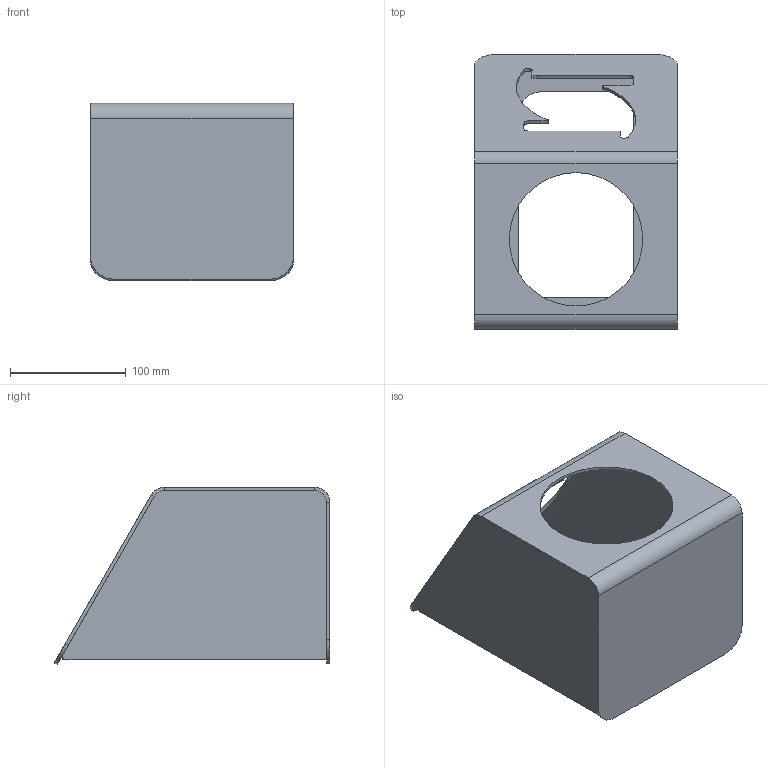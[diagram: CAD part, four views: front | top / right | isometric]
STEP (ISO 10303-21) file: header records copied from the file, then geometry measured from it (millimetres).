
FILE_DESCRIPTION( ( '' ), ' ' );
FILE_NAME( '5b4d12ecab30860ee0145fee.step', '2018-07-16T21:49:33', ( '' ), ( '' ), ' ', ' ', ' ' );
FILE_SCHEMA( ( 'AUTOMOTIVE_DESIGN { 1 0 10303 214 1 1 1 1 }' ) );
Length unit declared in the file: metre
Products named in the file (4): Part 1; Part 2; Part 3; Part 4
Bounding box: 175 x 237.5 x 152.93 mm (x, y, z)
Volume: 370667.8 mm3; surface area: 279994.3 mm2
Topology: 4 solids, 4 shells, 82 faces, 207 edges, 133 vertices
Faces by surface type: plane 46, cylinder 36
Full cylindrical faces by diameter (mm): 3.5 x4, 115 x1
Entity records: 3159 total; most frequent: DIRECTION 445, CARTESIAN_POINT 419, ORIENTED_EDGE 402, EDGE_CURVE 201, AXIS2_PLACEMENT_3D 158, VERTEX_POINT 132, LINE 129, VECTOR 129
